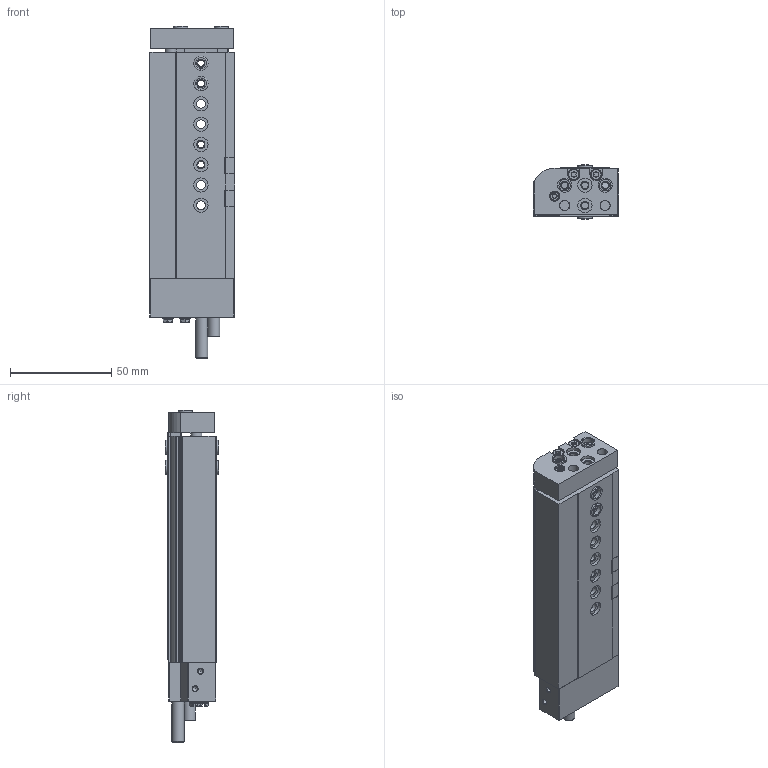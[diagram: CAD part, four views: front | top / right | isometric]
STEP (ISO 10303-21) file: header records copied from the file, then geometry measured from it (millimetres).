
FILE_DESCRIPTION(/* description */ ('STEP AP214'),/* implementation_level */ '2;1');
FILE_NAME(/* name */ '543930_DGSL-8-50-PA',/* time_stamp */ '2024-08-14T11:46:04+02:00',/* author */ ('License CC BY-ND 4.0'),/* organization */ ('CADENAS'),/* preprocessor_version */ 'ST-DEVELOPER v19.3',/* originating_system */ 'PARTsolutions',/* authorisation */ ' ');
FILE_SCHEMA (('AUTOMOTIVE_DESIGN {1 0 10303 214 3 1 1}'));
Length unit declared in the file: millimetre
Products named in the file (8): 543930 DGSL-8-50-PA---(0); DGSL-8---(50-0-0-10-zr); 699438 DGSL-8-P; 30979 B-M3-S9; 686784 DGSL-8-AS; 686800 DGSL-8-AS; DGSL-8---(50-0-JP); 8146544 ZBH-7-B
Assembly tree (14 placements, depth 2):
  543930 DGSL-8-50-PA---(0)
    DGSL-8---(50-0-0-10-zr)
    699438 DGSL-8-P  x2
    30979 B-M3-S9  x2
    686784 DGSL-8-AS
    686800 DGSL-8-AS
    DGSL-8---(50-0-JP)
    8146544 ZBH-7-B  x6
Bounding box: 42 x 26.6 x 163.7 mm (x, y, z)
Volume: 105091.9 mm3; surface area: 47249.7 mm2
Topology: 14 solids, 14 shells, 687 faces, 1691 edges, 1090 vertices
Faces by surface type: plane 345, cylinder 242, cone 77, torus 23
Full cylindrical faces by diameter (mm): 2 x2, 2.013 x1, 2.4 x2, 2.459 x6, 2.5 x2, 3 x4, 3.242 x12, 4 x3, 4.3 x4, 4.5 x3, 4.8 x2, 5 x3, 5.459 x2, 5.5 x11, 5.58 x2, 6 x7, 7 x16, 8 x4, 8.2 x4, 10 x2
Entity records: 17888 total; most frequent: CARTESIAN_POINT 3093, DIRECTION 3039, ORIENTED_EDGE 2670, EDGE_CURVE 1335, AXIS2_PLACEMENT_3D 1141, VERTEX_POINT 961, FACE_BOUND 868, EDGE_LOOP 860
